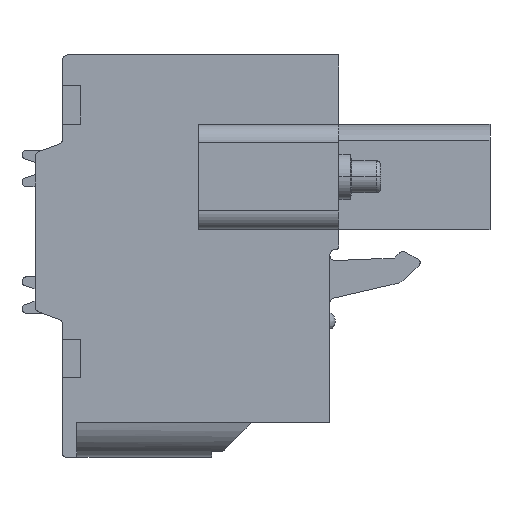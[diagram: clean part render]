
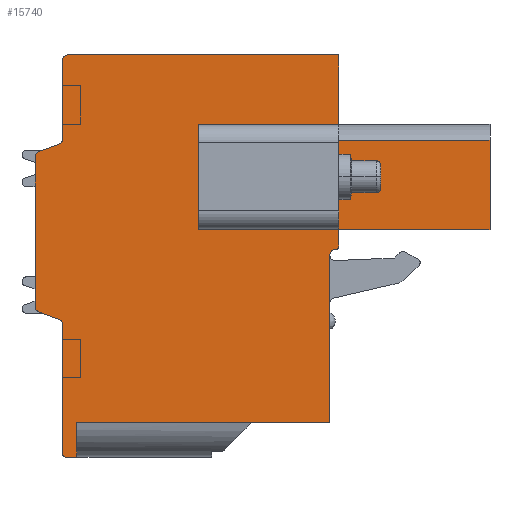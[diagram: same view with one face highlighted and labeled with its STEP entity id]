
A CAD part, front view. The second image highlights one B-rep face of the part: STEP entity #15740.
In plain terms, the highlighted planar face has unit normal (0, -1, 0).
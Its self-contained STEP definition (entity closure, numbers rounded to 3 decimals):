
#372=DIRECTION('',(-1.,0.,0.));
#373=VECTOR('',#372,6.3);
#374=CARTESIAN_POINT('',(2.781,-60.86,1.9));
#375=LINE('',#374,#373);
#376=DIRECTION('',(1.,0.,0.));
#377=VECTOR('',#376,6.3);
#378=CARTESIAN_POINT('',(-3.519,-60.86,7.65));
#379=LINE('',#378,#377);
#380=DIRECTION('',(0.,0.,1.));
#381=VECTOR('',#380,5.75);
#382=CARTESIAN_POINT('',(-3.519,-60.86,1.9));
#383=LINE('',#382,#381);
#384=DIRECTION('',(0.,0.,-1.));
#385=VECTOR('',#384,4.7);
#386=CARTESIAN_POINT('',(4.181,-60.86,11.475));
#387=LINE('',#386,#385);
#388=DIRECTION('',(-1.,0.,0.));
#389=VECTOR('',#388,8.3);
#390=CARTESIAN_POINT('',(12.481,-60.86,6.775));
#391=LINE('',#390,#389);
#392=DIRECTION('',(0.,0.,-1.));
#393=VECTOR('',#392,4.9);
#394=CARTESIAN_POINT('',(12.481,-60.86,6.775));
#395=LINE('',#394,#393);
#396=DIRECTION('',(-1.,0.,0.));
#397=VECTOR('',#396,8.3);
#398=CARTESIAN_POINT('',(12.481,-60.86,1.875));
#399=LINE('',#398,#397);
#400=DIRECTION('',(0.,0.,-1.));
#401=VECTOR('',#400,0.901);
#402=CARTESIAN_POINT('',(4.181,-60.86,1.875));
#403=LINE('',#402,#401);
#404=CARTESIAN_POINT('',(3.981,-60.86,0.974));
#405=DIRECTION('',(0.,1.,0.));
#406=DIRECTION('',(1.,0.,0.));
#407=AXIS2_PLACEMENT_3D('',#404,#405,#406);
#409=CARTESIAN_POINT('',(3.981,-60.86,0.474));
#410=DIRECTION('',(0.,-1.,0.));
#411=DIRECTION('',(0.,0.,1.));
#412=AXIS2_PLACEMENT_3D('',#409,#410,#411);
#414=DIRECTION('',(-1.,0.,0.));
#415=VECTOR('',#414,13.9);
#416=CARTESIAN_POINT('',(3.681,-60.86,-8.725));
#417=LINE('',#416,#415);
#418=DIRECTION('',(0.,0.,-1.));
#419=VECTOR('',#418,1.9);
#420=CARTESIAN_POINT('',(-10.219,-60.86,-8.725));
#421=LINE('',#420,#419);
#422=DIRECTION('',(-1.,0.,0.));
#423=VECTOR('',#422,0.6);
#424=CARTESIAN_POINT('',(-10.219,-60.86,-10.625));
#425=LINE('',#424,#423);
#426=CARTESIAN_POINT('',(-10.819,-60.86,-10.425));
#427=DIRECTION('',(0.,1.,0.));
#428=DIRECTION('',(0.,0.,-1.));
#429=AXIS2_PLACEMENT_3D('',#426,#427,#428);
#431=DIRECTION('',(0.,0.,1.));
#432=VECTOR('',#431,7.095);
#433=CARTESIAN_POINT('',(-11.019,-60.86,-10.425));
#434=LINE('',#433,#432);
#435=CARTESIAN_POINT('',(-11.319,-60.86,-3.33));
#436=DIRECTION('',(0.,-1.,0.));
#437=DIRECTION('',(1.,0.,0.));
#438=AXIS2_PLACEMENT_3D('',#435,#436,#437);
#440=DIRECTION('',(-0.94,0.,0.342));
#441=VECTOR('',#440,1.176);
#442=CARTESIAN_POINT('',(-11.216,-60.86,-3.048));
#443=LINE('',#442,#441);
#444=CARTESIAN_POINT('',(-12.219,-60.86,-2.364));
#445=DIRECTION('',(0.,1.,0.));
#446=DIRECTION('',(-0.342,0.,-0.94));
#447=AXIS2_PLACEMENT_3D('',#444,#445,#446);
#449=DIRECTION('',(0.,0.,1.));
#450=VECTOR('',#449,8.238);
#451=CARTESIAN_POINT('',(-12.519,-60.86,-2.364));
#452=LINE('',#451,#450);
#453=CARTESIAN_POINT('',(-12.219,-60.86,5.874));
#454=DIRECTION('',(0.,1.,0.));
#455=DIRECTION('',(-1.,0.,0.));
#456=AXIS2_PLACEMENT_3D('',#453,#454,#455);
#458=DIRECTION('',(0.94,0.,0.342));
#459=VECTOR('',#458,1.176);
#460=CARTESIAN_POINT('',(-12.321,-60.86,6.156));
#461=LINE('',#460,#459);
#462=CARTESIAN_POINT('',(-11.319,-60.86,6.84));
#463=DIRECTION('',(0.,-1.,0.));
#464=DIRECTION('',(0.342,0.,-0.94));
#465=AXIS2_PLACEMENT_3D('',#462,#463,#464);
#467=DIRECTION('',(0.,0.,1.));
#468=VECTOR('',#467,4.335);
#469=CARTESIAN_POINT('',(-11.019,-60.86,6.84));
#470=LINE('',#469,#468);
#471=CARTESIAN_POINT('',(-10.719,-60.86,11.175));
#472=DIRECTION('',(0.,1.,0.));
#473=DIRECTION('',(-1.,0.,0.));
#474=AXIS2_PLACEMENT_3D('',#471,#472,#473);
#476=DIRECTION('',(1.,0.,0.));
#477=VECTOR('',#476,14.9);
#478=CARTESIAN_POINT('',(-10.719,-60.86,11.475));
#479=LINE('',#478,#477);
#634=DIRECTION('',(0.,0.,1.));
#635=VECTOR('',#634,5.75);
#636=CARTESIAN_POINT('',(2.781,-60.86,1.9));
#637=LINE('',#636,#635);
#2793=DIRECTION('',(0.,0.,1.));
#2794=VECTOR('',#2793,9.199);
#2795=CARTESIAN_POINT('',(3.681,-60.86,-8.725));
#2796=LINE('',#2795,#2794);
#11837=CARTESIAN_POINT('',(-12.519,-60.86,-2.364));
#11838=CARTESIAN_POINT('',(-12.519,-60.86,5.874));
#11839=VERTEX_POINT('',#11837);
#11840=VERTEX_POINT('',#11838);
#11841=CARTESIAN_POINT('',(-12.321,-60.86,6.156));
#11842=VERTEX_POINT('',#11841);
#11843=CARTESIAN_POINT('',(-11.216,-60.86,6.558));
#11844=VERTEX_POINT('',#11843);
#11845=CARTESIAN_POINT('',(-11.019,-60.86,6.84));
#11846=VERTEX_POINT('',#11845);
#11847=CARTESIAN_POINT('',(-11.019,-60.86,11.175));
#11848=VERTEX_POINT('',#11847);
#11849=CARTESIAN_POINT('',(-10.719,-60.86,11.475));
#11850=VERTEX_POINT('',#11849);
#11851=CARTESIAN_POINT('',(4.181,-60.86,11.475));
#11852=VERTEX_POINT('',#11851);
#11853=CARTESIAN_POINT('',(3.681,-60.86,-8.725));
#11854=CARTESIAN_POINT('',(-10.219,-60.86,-8.725));
#11855=VERTEX_POINT('',#11853);
#11856=VERTEX_POINT('',#11854);
#11857=CARTESIAN_POINT('',(-10.219,-60.86,-10.625));
#11858=VERTEX_POINT('',#11857);
#11859=CARTESIAN_POINT('',(-10.819,-60.86,-10.625));
#11860=VERTEX_POINT('',#11859);
#11861=CARTESIAN_POINT('',(-11.019,-60.86,-10.425));
#11862=VERTEX_POINT('',#11861);
#11863=CARTESIAN_POINT('',(-11.019,-60.86,-3.33));
#11864=VERTEX_POINT('',#11863);
#11865=CARTESIAN_POINT('',(-11.216,-60.86,-3.048));
#11866=VERTEX_POINT('',#11865);
#11867=CARTESIAN_POINT('',(-12.321,-60.86,-2.646));
#11868=VERTEX_POINT('',#11867);
#11879=CARTESIAN_POINT('',(4.181,-60.86,0.974));
#11880=CARTESIAN_POINT('',(3.981,-60.86,0.774));
#11881=VERTEX_POINT('',#11879);
#11882=VERTEX_POINT('',#11880);
#11883=CARTESIAN_POINT('',(4.181,-60.86,1.875));
#11884=VERTEX_POINT('',#11883);
#11885=CARTESIAN_POINT('',(3.681,-60.86,0.474));
#11886=VERTEX_POINT('',#11885);
#11887=CARTESIAN_POINT('',(12.481,-60.86,1.875));
#11888=VERTEX_POINT('',#11887);
#13111=CARTESIAN_POINT('',(12.481,-60.86,6.775));
#13112=VERTEX_POINT('',#13111);
#15141=CARTESIAN_POINT('',(-3.519,-60.86,1.9));
#15142=CARTESIAN_POINT('',(-3.519,-60.86,7.65));
#15143=VERTEX_POINT('',#15141);
#15144=VERTEX_POINT('',#15142);
#15163=CARTESIAN_POINT('',(2.781,-60.86,1.9));
#15164=CARTESIAN_POINT('',(2.781,-60.86,7.65));
#15165=VERTEX_POINT('',#15163);
#15166=VERTEX_POINT('',#15164);
#15179=CARTESIAN_POINT('',(4.181,-60.86,6.775));
#15180=VERTEX_POINT('',#15179);
#15678=CARTESIAN_POINT('',(0.,-60.86,0.));
#15679=DIRECTION('',(0.,1.,0.));
#15680=DIRECTION('',(1.,0.,0.));
#15681=AXIS2_PLACEMENT_3D('',#15678,#15679,#15680);
#15682=PLANE('',#15681);
#15683=ORIENTED_EDGE('',*,*,#15446,.T.);
#15685=ORIENTED_EDGE('',*,*,#15684,.F.);
#15687=ORIENTED_EDGE('',*,*,#15686,.T.);
#15689=ORIENTED_EDGE('',*,*,#15688,.T.);
#15691=ORIENTED_EDGE('',*,*,#15690,.T.);
#15693=ORIENTED_EDGE('',*,*,#15692,.T.);
#15695=ORIENTED_EDGE('',*,*,#15694,.T.);
#15697=ORIENTED_EDGE('',*,*,#15696,.F.);
#15699=ORIENTED_EDGE('',*,*,#15698,.T.);
#15701=ORIENTED_EDGE('',*,*,#15700,.T.);
#15703=ORIENTED_EDGE('',*,*,#15702,.T.);
#15705=ORIENTED_EDGE('',*,*,#15704,.T.);
#15707=ORIENTED_EDGE('',*,*,#15706,.T.);
#15709=ORIENTED_EDGE('',*,*,#15708,.T.);
#15711=ORIENTED_EDGE('',*,*,#15710,.T.);
#15713=ORIENTED_EDGE('',*,*,#15712,.T.);
#15715=ORIENTED_EDGE('',*,*,#15714,.T.);
#15717=ORIENTED_EDGE('',*,*,#15716,.T.);
#15719=ORIENTED_EDGE('',*,*,#15718,.T.);
#15721=ORIENTED_EDGE('',*,*,#15720,.T.);
#15723=ORIENTED_EDGE('',*,*,#15722,.T.);
#15725=ORIENTED_EDGE('',*,*,#15724,.T.);
#15727=ORIENTED_EDGE('',*,*,#15726,.T.);
#15728=EDGE_LOOP('',(#15683,#15685,#15687,#15689,#15691,#15693,#15695,#15697,
#15699,#15701,#15703,#15705,#15707,#15709,#15711,#15713,#15715,#15717,#15719,
#15721,#15723,#15725,#15727));
#15729=FACE_OUTER_BOUND('',#15728,.F.);
#15731=ORIENTED_EDGE('',*,*,#15730,.F.);
#15733=ORIENTED_EDGE('',*,*,#15732,.T.);
#15735=ORIENTED_EDGE('',*,*,#15734,.F.);
#15737=ORIENTED_EDGE('',*,*,#15736,.F.);
#15738=EDGE_LOOP('',(#15731,#15733,#15735,#15737));
#15739=FACE_BOUND('',#15738,.F.);
#15740=ADVANCED_FACE('',(#15729,#15739),#15682,.F.);
#408=CIRCLE('',#407,0.2);
#413=CIRCLE('',#412,0.3);
#430=CIRCLE('',#429,0.2);
#439=CIRCLE('',#438,0.3);
#448=CIRCLE('',#447,0.3);
#457=CIRCLE('',#456,0.3);
#466=CIRCLE('',#465,0.3);
#475=CIRCLE('',#474,0.3);
#15446=EDGE_CURVE('',#11852,#15180,#387,.T.);
#15684=EDGE_CURVE('',#13112,#15180,#391,.T.);
#15686=EDGE_CURVE('',#13112,#11888,#395,.T.);
#15688=EDGE_CURVE('',#11888,#11884,#399,.T.);
#15690=EDGE_CURVE('',#11884,#11881,#403,.T.);
#15692=EDGE_CURVE('',#11881,#11882,#408,.T.);
#15694=EDGE_CURVE('',#11882,#11886,#413,.T.);
#15696=EDGE_CURVE('',#11855,#11886,#2796,.T.);
#15698=EDGE_CURVE('',#11855,#11856,#417,.T.);
#15700=EDGE_CURVE('',#11856,#11858,#421,.T.);
#15702=EDGE_CURVE('',#11858,#11860,#425,.T.);
#15704=EDGE_CURVE('',#11860,#11862,#430,.T.);
#15706=EDGE_CURVE('',#11862,#11864,#434,.T.);
#15708=EDGE_CURVE('',#11864,#11866,#439,.T.);
#15710=EDGE_CURVE('',#11866,#11868,#443,.T.);
#15712=EDGE_CURVE('',#11868,#11839,#448,.T.);
#15714=EDGE_CURVE('',#11839,#11840,#452,.T.);
#15716=EDGE_CURVE('',#11840,#11842,#457,.T.);
#15718=EDGE_CURVE('',#11842,#11844,#461,.T.);
#15720=EDGE_CURVE('',#11844,#11846,#466,.T.);
#15722=EDGE_CURVE('',#11846,#11848,#470,.T.);
#15724=EDGE_CURVE('',#11848,#11850,#475,.T.);
#15726=EDGE_CURVE('',#11850,#11852,#479,.T.);
#15730=EDGE_CURVE('',#15165,#15143,#375,.T.);
#15732=EDGE_CURVE('',#15165,#15166,#637,.T.);
#15734=EDGE_CURVE('',#15144,#15166,#379,.T.);
#15736=EDGE_CURVE('',#15143,#15144,#383,.T.);
